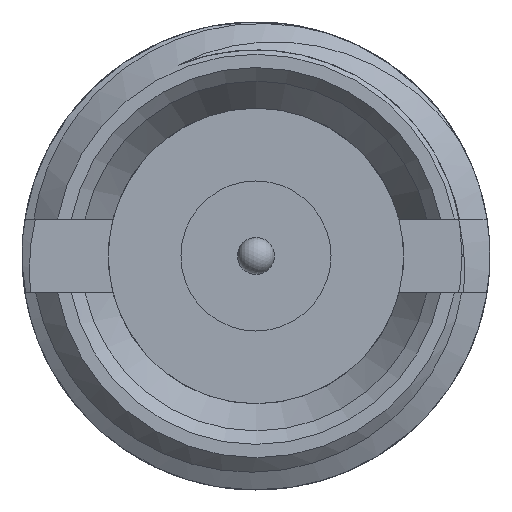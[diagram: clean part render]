
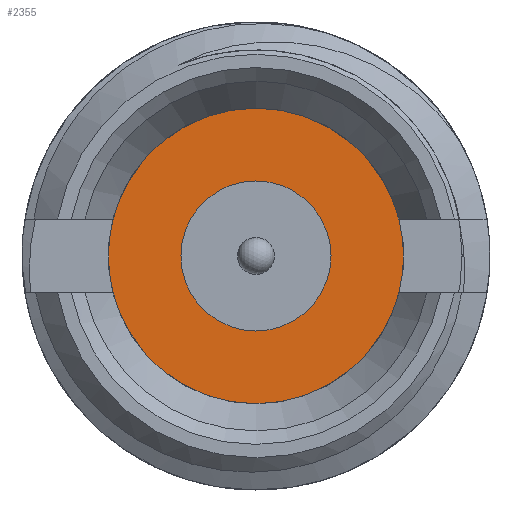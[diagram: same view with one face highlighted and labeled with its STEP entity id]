
A CAD part, left-side view. The second image highlights one B-rep face of the part: STEP entity #2355.
In plain terms, the highlighted planar face has unit normal (-1, 0, 0).
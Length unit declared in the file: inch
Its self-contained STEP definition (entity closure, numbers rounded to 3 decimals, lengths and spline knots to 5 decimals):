
#34 = CARTESIAN_POINT ( 'NONE',  ( 0.11, 0.01546, 0. ) ) ;
#112 = AXIS2_PLACEMENT_3D ( 'NONE', #7552, #4768, #3324 ) ;
#543 = EDGE_CURVE ( 'NONE', #1987, #1987, #3325, .T. ) ;
#996 = DIRECTION ( 'NONE',  ( -1., 0., 0. ) ) ;
#1052 = AXIS2_PLACEMENT_3D ( 'NONE', #3080, #996, #8734 ) ;
#1288 = EDGE_CURVE ( 'NONE', #4817, #4817, #3662, .T. ) ;
#1787 = CARTESIAN_POINT ( 'NONE',  ( 0.11, 0., 0.0625 ) ) ;
#1987 = VERTEX_POINT ( 'NONE', #1787 ) ;
#2103 = DIRECTION ( 'NONE',  ( 1., 0., 0. ) ) ;
#2319 = AXIS2_PLACEMENT_3D ( 'NONE', #34, #2103, #6927 ) ;
#2355 = ADVANCED_FACE ( 'NONE', ( #8146, #6508 ), #7687, .F. ) ;
#3080 = CARTESIAN_POINT ( 'NONE',  ( 0.11, 0., 0. ) ) ;
#3324 = DIRECTION ( 'NONE',  ( 0., 0., 1. ) ) ;
#3325 = CIRCLE ( 'NONE', #112, 0.0625 ) ;
#3594 = EDGE_LOOP ( 'NONE', ( #4449 ) ) ;
#3662 = CIRCLE ( 'NONE', #1052, 0.03046 ) ;
#4449 = ORIENTED_EDGE ( 'NONE', *, *, #543, .T. ) ;
#4768 = DIRECTION ( 'NONE',  ( -1., 0., 0. ) ) ;
#4817 = VERTEX_POINT ( 'NONE', #8163 ) ;
#6508 = FACE_OUTER_BOUND ( 'NONE', #3594, .T. ) ;
#6846 = EDGE_LOOP ( 'NONE', ( #7858 ) ) ;
#6927 = DIRECTION ( 'NONE',  ( 0., 0., -1. ) ) ;
#7552 = CARTESIAN_POINT ( 'NONE',  ( 0.11, 0., 0. ) ) ;
#7687 = PLANE ( 'NONE',  #2319 ) ;
#7858 = ORIENTED_EDGE ( 'NONE', *, *, #1288, .F. ) ;
#8146 = FACE_BOUND ( 'NONE', #6846, .T. ) ;
#8163 = CARTESIAN_POINT ( 'NONE',  ( 0.11, 0., 0.03046 ) ) ;
#8734 = DIRECTION ( 'NONE',  ( 0., 0., 1. ) ) ;
